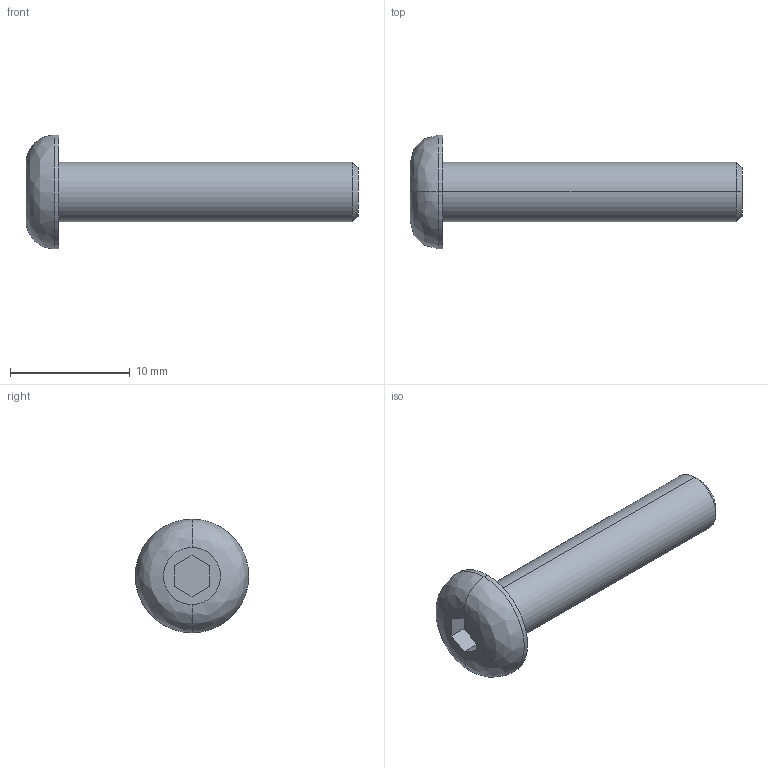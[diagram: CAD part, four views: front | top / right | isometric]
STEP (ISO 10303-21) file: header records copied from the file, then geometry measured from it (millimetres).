
FILE_DESCRIPTION (( 'STEP AP214' ), '1' );
FILE_NAME ('7250090', '2019-02-01T14:21:50', ( '' ), ('JUGARD+KÜNSTNER GmbH'), 'SwSTEP 2.0', 'SolidWorks 2017', '' );
FILE_SCHEMA (( 'AUTOMOTIVE_DESIGN' ));
Length unit declared in the file: millimetre
Products named in the file (1): 7250090_CNAJF00
Bounding box: 27.75 x 9.5 x 9.5 mm (x, y, z)
Volume: 640.4 mm3; surface area: 594.4 mm2
Topology: 1 solids, 1 shells, 18 faces, 38 edges, 24 vertices
Faces by surface type: plane 10, cylinder 4, bspline 2, cone 2
Entity records: 538 total; most frequent: CARTESIAN_POINT 117, DIRECTION 82, ORIENTED_EDGE 76, EDGE_CURVE 38, AXIS2_PLACEMENT_3D 29, LINE 24, VERTEX_POINT 24, VECTOR 24
